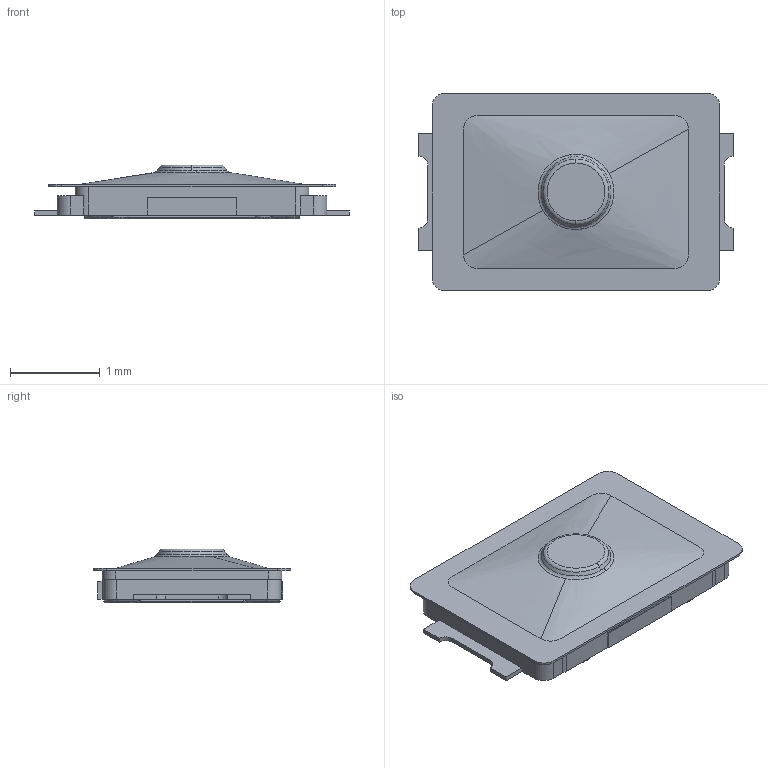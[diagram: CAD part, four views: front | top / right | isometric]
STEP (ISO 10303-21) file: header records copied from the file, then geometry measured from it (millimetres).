
FILE_DESCRIPTION(('FreeCAD Model'),'2;1');
FILE_NAME('3Dmodel.step','2017-03-18T16:54:54',( 'Author'),(''),'Open CASCADE STEP processor 6.8','FreeCAD','Unknown' );
FILE_SCHEMA(('AUTOMOTIVE_DESIGN_CC2 { 1 2 10303 214 -1 1 5 4 }'));
Length unit declared in the file: millimetre
Products named in the file (2): ASSEMBLY; 3Dmodel
Assembly tree (1 placements, depth 2):
  ASSEMBLY
    3Dmodel
Bounding box: 3.5 x 2.2 x 0.6 mm (x, y, z)
Volume: 2.5 mm3; surface area: 20.7 mm2
Topology: 1 solids, 1 shells, 173 faces, 451 edges, 284 vertices
Faces by surface type: plane 76, cylinder 73, torus 18, bspline 4, cone 2
Entity records: 20859 total; most frequent: CARTESIAN_POINT 12521, DIRECTION 1353, ORIENTED_EDGE 902, PCURVE 902, DEFINITIONAL_REPRESENTATION 902, LINE 684, VECTOR 684, EDGE_CURVE 451
